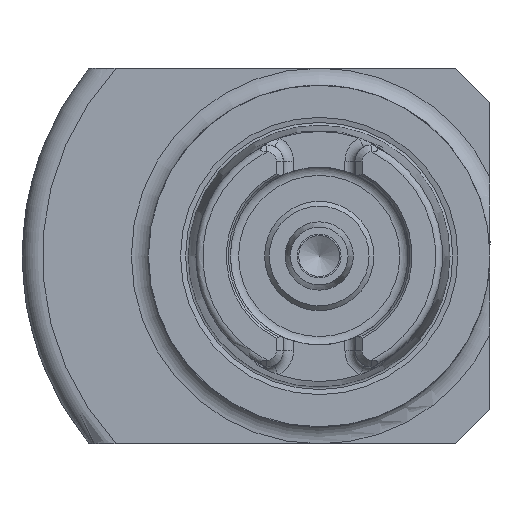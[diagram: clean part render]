
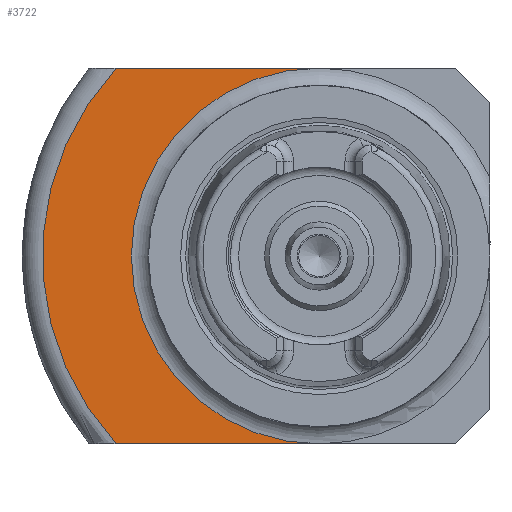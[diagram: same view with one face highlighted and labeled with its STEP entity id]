
A CAD part, left-side view. The second image highlights one B-rep face of the part: STEP entity #3722.
In plain terms, the highlighted planar face has unit normal (-1, 0, 0).
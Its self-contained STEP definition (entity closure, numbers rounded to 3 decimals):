
#3433=CARTESIAN_POINT('',(70.,0.,-27.5));
#3434=VERTEX_POINT('',#3433);
#3441=CARTESIAN_POINT('',(70.,29.732,-27.5));
#3442=VERTEX_POINT('',#3441);
#3443=CARTESIAN_POINT('',(70.,29.732,-27.5));
#3444=DIRECTION('',(0.0,-1.0,0.0));
#3445=VECTOR('',#3444,29.732);
#3446=LINE('',#3443,#3445);
#3447=EDGE_CURVE('',#3442,#3434,#3446,.T.);
#3567=CARTESIAN_POINT('',(70.,29.732,27.5));
#3568=VERTEX_POINT('',#3567);
#3582=CARTESIAN_POINT('',(70.,0.,27.5));
#3583=VERTEX_POINT('',#3582);
#3584=CARTESIAN_POINT('',(70.,0.,27.5));
#3585=DIRECTION('',(0.0,1.0,0.0));
#3586=VECTOR('',#3585,29.732);
#3587=LINE('',#3584,#3586);
#3588=EDGE_CURVE('',#3583,#3568,#3587,.T.);
#3666=CARTESIAN_POINT('',(70.,0.0,0.0));
#3667=DIRECTION('',(1.0,0.0,0.0));
#3668=DIRECTION('',(0.0,1.0,0.0));
#3669=AXIS2_PLACEMENT_3D('',#3666,#3667,#3668);
#3670=CIRCLE('',#3669,27.5);
#3671=EDGE_CURVE('',#3434,#3583,#3670,.T.);
#3705=CARTESIAN_POINT('',(70.,34.,0.0));
#3706=DIRECTION('',(-1.0,0.0,0.0));
#3707=DIRECTION('',(0.0,0.0,1.0));
#3708=AXIS2_PLACEMENT_3D('',#3705,#3706,#3707);
#3709=PLANE('',#3708);
#3710=ORIENTED_EDGE('',*,*,#3588,.T.);
#3711=CARTESIAN_POINT('',(70.,0.0,0.0));
#3712=DIRECTION('',(1.0,0.0,0.0));
#3713=DIRECTION('',(0.0,1.0,0.0));
#3714=AXIS2_PLACEMENT_3D('',#3711,#3712,#3713);
#3715=CIRCLE('',#3714,40.5);
#3716=EDGE_CURVE('',#3442,#3568,#3715,.T.);
#3717=ORIENTED_EDGE('',*,*,#3716,.F.);
#3718=ORIENTED_EDGE('',*,*,#3447,.T.);
#3719=ORIENTED_EDGE('',*,*,#3671,.T.);
#3720=EDGE_LOOP('',(#3710,#3717,#3718,#3719));
#3721=FACE_OUTER_BOUND('',#3720,.T.);
#3722=ADVANCED_FACE('',(#3721),#3709,.T.);
